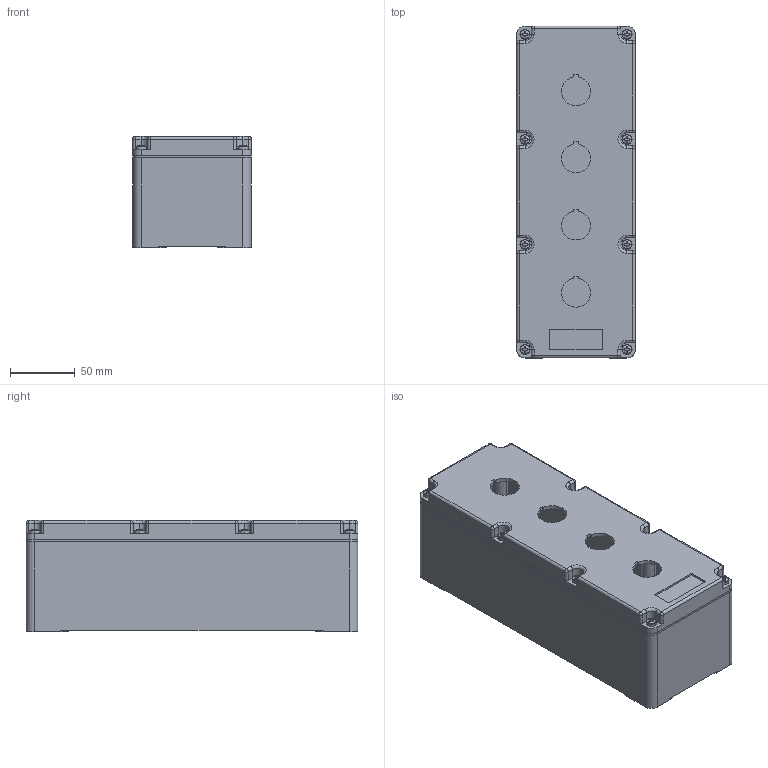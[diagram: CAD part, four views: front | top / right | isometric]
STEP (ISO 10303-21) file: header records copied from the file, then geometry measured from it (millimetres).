
FILE_DESCRIPTION(('Creo Elements/Direct Modeling STEP Export'),'2;1');
FILE_NAME('0ln7uvk43t50em51208','2016-07-26T10:01:53',(''),(''),'PTC Creo Elements/Direct Modeling STEP processor for AP214 (Solid Model)','PTC Creo Elements/Direct Modeling 19.0B 21-Mar-2015 (C) Parametric Technology GmbH','');
FILE_SCHEMA(('AUTOMOTIVE_DESIGN { 1 0 10303 214 1 1 1 1 }'));
Length unit declared in the file: millimetre
Products named in the file (3): BOX; COVER; A2P_0925.04
Assembly tree (2 placements, depth 2):
  A2P_0925.04
    COVER
    BOX
Bounding box: 92.02 x 257 x 86 mm (x, y, z)
Volume: 434610.9 mm3; surface area: 236581.9 mm2
Topology: 2 solids, 9 shells, 1288 faces, 3434 edges, 2253 vertices
Faces by surface type: plane 927, cylinder 293, sphere 36, torus 28, cone 4
Entity records: 38165 total; most frequent: ORIENTED_EDGE 6836, CARTESIAN_POINT 6589, DIRECTION 6165, EDGE_CURVE 3418, VECTOR 2507, LINE 2507, VERTEX_POINT 2253, AXIS2_PLACEMENT_3D 1829
